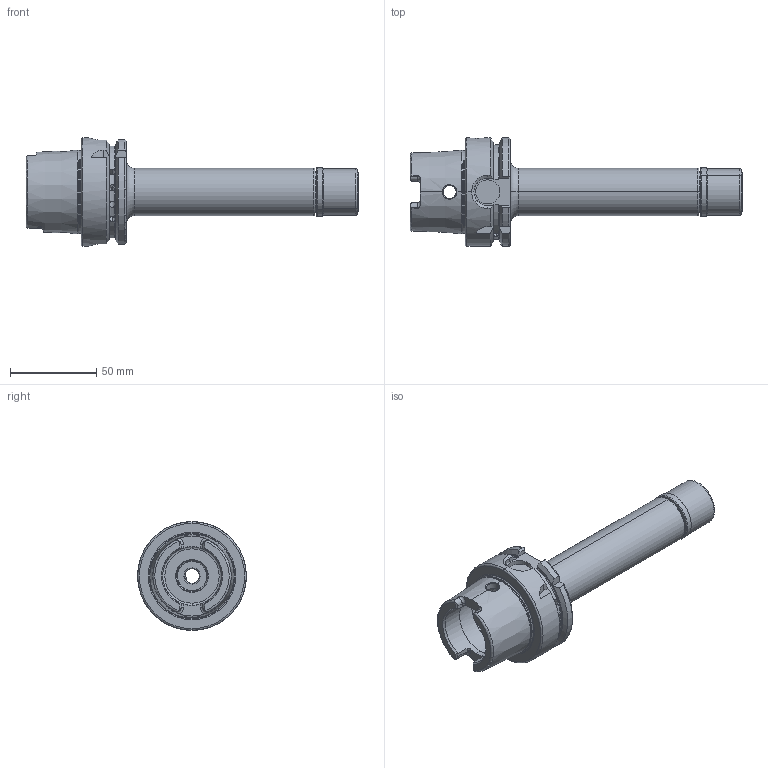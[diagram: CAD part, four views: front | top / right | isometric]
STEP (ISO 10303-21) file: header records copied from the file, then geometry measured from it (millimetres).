
FILE_DESCRIPTION (( 'STEP AP203' ), '1' );
FILE_NAME ('A63.03.10.2.STEP', '2016-11-26T03:28:27', ( '' ), ( '' ), 'SwSTEP 2.0', 'SolidWorks 2012', '' );
FILE_SCHEMA (( 'CONFIG_CONTROL_DESIGN' ));
Length unit declared in the file: millimetre
Products named in the file (3): A63.03.10.2; 2-01.B04.0100241D9_KPS10_無溝螺帽_加長型
Assembly tree (2 placements, depth 2):
  A63.03.10.2
    A63.03.10.2
    2-01.B04.0100241D9_KPS10_無溝螺帽_加長型
Bounding box: 192.4 x 63 x 63 mm (x, y, z)
Volume: 147693.9 mm3; surface area: 44275.9 mm2
Topology: 2 solids, 2 shells, 362 faces, 943 edges, 585 vertices
Faces by surface type: cylinder 167, plane 66, cone 56, torus 53, bspline 20
Entity records: 27607 total; most frequent: CARTESIAN_POINT 19271, ORIENTED_EDGE 1866, DIRECTION 1526, EDGE_CURVE 933, AXIS2_PLACEMENT_3D 617, VERTEX_POINT 585, EDGE_LOOP 380, ADVANCED_FACE 362
